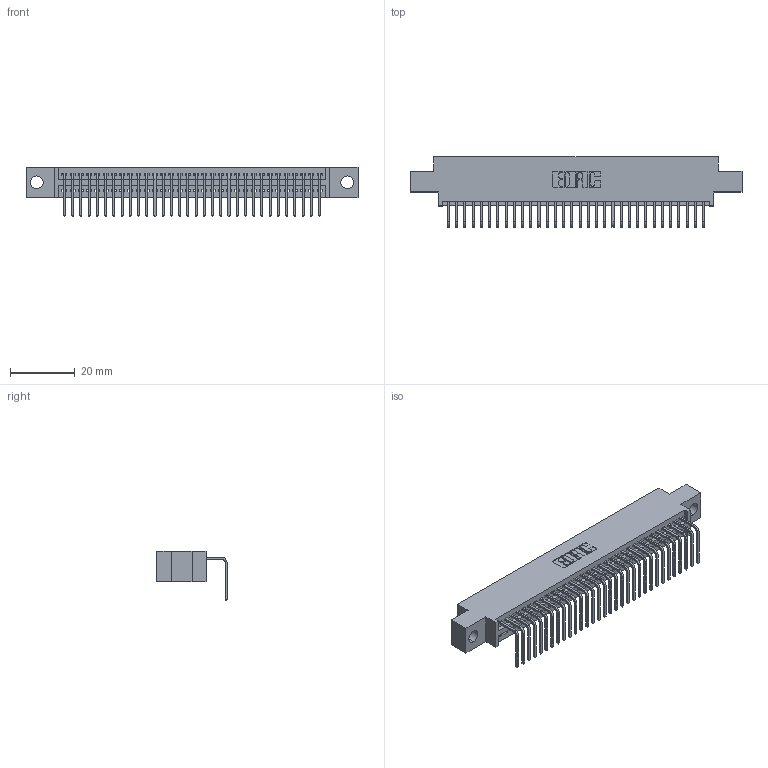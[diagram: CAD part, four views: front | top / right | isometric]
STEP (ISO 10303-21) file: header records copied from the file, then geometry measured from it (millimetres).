
FILE_DESCRIPTION (( 'STEP AP203' ), '1' );
FILE_NAME ('395-032-558-604.STEP', '2018-11-12T23:32:49', ( '' ), ( '' ), 'SwSTEP 2.0', 'SolidWorks 2016', '' );
FILE_SCHEMA (( 'CONFIG_CONTROL_DESIGN' ));
Length unit declared in the file: inch
Products named in the file (3): 345 Part_0.170 Offset - 0.156 Dia-TH; 345-292-001_558 Tail - 2; 395-032-558-604
Assembly tree (33 placements, depth 2):
  395-032-558-604
    345 Part_0.170 Offset - 0.156 Dia-TH
    345-292-001_558 Tail - 2  x32
Bounding box: 102.49 x 21.83 x 15.37 mm (x, y, z)
Volume: 9558 mm3; surface area: 13127.6 mm2
Topology: 33 solids, 33 shells, 2050 faces, 6177 edges, 4074 vertices
Faces by surface type: plane 1428, cylinder 622
Entity records: 25649 total; most frequent: CARTESIAN_POINT 4452, ORIENTED_EDGE 4418, DIRECTION 3901, EDGE_CURVE 2209, LINE 1949, VECTOR 1949, VERTEX_POINT 1470, AXIS2_PLACEMENT_3D 976
